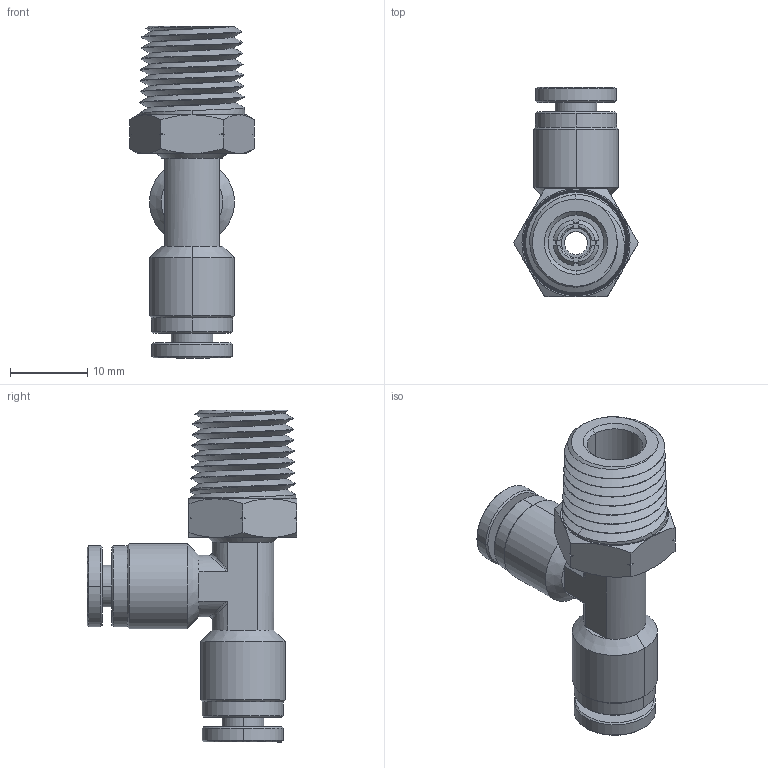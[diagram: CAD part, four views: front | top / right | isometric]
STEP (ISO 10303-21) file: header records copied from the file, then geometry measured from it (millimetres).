
FILE_DESCRIPTION (( 'STEP AP214' ), '1' );
FILE_NAME ('RTS5-32N1-4W.STEP', '2018-07-26T17:00:12', ( '' ), ( '' ), 'SwSTEP 2.0', 'SolidWorks 2016', '' );
FILE_SCHEMA (( 'AUTOMOTIVE_DESIGN' ));
Length unit declared in the file: millimetre
Products named in the file (1): RTS5-32N1-4W
Bounding box: 16.17 x 27.19 x 42.99 mm (x, y, z)
Volume: 3998.5 mm3; surface area: 6396.7 mm2
Topology: 12 solids, 12 shells, 723 faces, 1922 edges, 1237 vertices
Faces by surface type: cone 275, plane 246, cylinder 146, bspline 52, torus 4
Entity records: 35383 total; most frequent: CARTESIAN_POINT 10277, ORIENTED_EDGE 3844, DIRECTION 3235, EDGE_CURVE 1922, AXIS2_PLACEMENT_3D 1316, VERTEX_POINT 1237, EDGE_LOOP 763, UNCERTAINTY_MEASURE_WITH_UNIT 737
